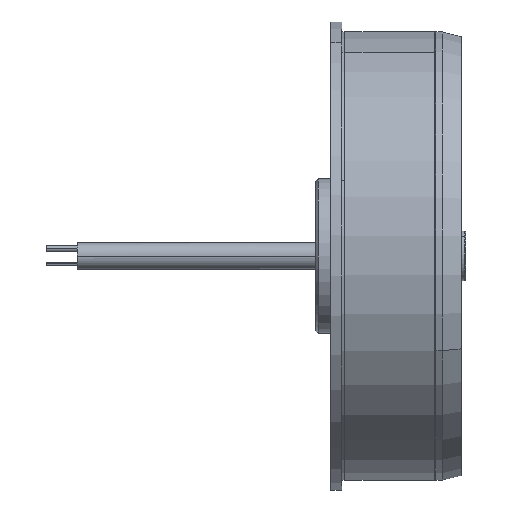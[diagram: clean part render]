
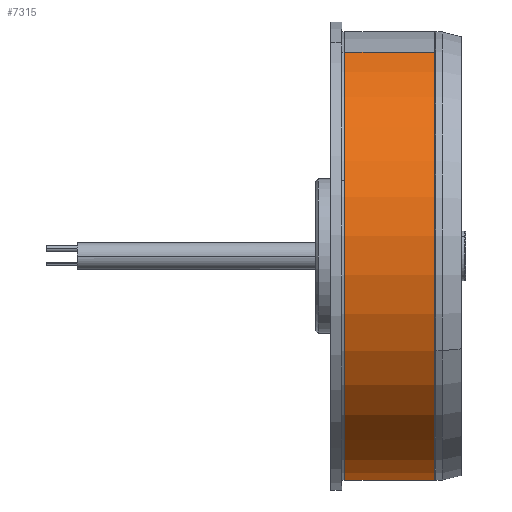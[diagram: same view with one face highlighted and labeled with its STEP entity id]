
A CAD part, left-side view. The second image highlights one B-rep face of the part: STEP entity #7315.
In plain terms, the highlighted cylindrical face has radius 72 mm (diameter 144 mm), a partial arc.
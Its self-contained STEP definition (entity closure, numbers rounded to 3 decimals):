
#580 = ORIENTED_EDGE ( 'NONE', *, *, #17908, .F. ) ;
#793 = CARTESIAN_POINT ( 'NONE',  ( -24.611, -27.055, 274.513 ) ) ;
#1113 = AXIS2_PLACEMENT_3D ( 'NONE', #7568, #10068, #14524 ) ;
#1183 = VECTOR ( 'NONE', #26170, 1000. ) ;
#1277 = CARTESIAN_POINT ( 'NONE',  ( -24.611, -55.655, 274.513 ) ) ;
#2251 = CIRCLE ( 'NONE', #3714, 72. ) ;
#2450 = EDGE_CURVE ( 'NONE', #8921, #21002, #13069, .T. ) ;
#3714 = AXIS2_PLACEMENT_3D ( 'NONE', #11411, #20047, #6812 ) ;
#5570 = EDGE_CURVE ( 'NONE', #21002, #5717, #6292, .T. ) ;
#5717 = VERTEX_POINT ( 'NONE', #9091 ) ;
#6292 = LINE ( 'NONE', #21866, #1183 ) ;
#6812 = DIRECTION ( 'NONE',  ( 0.421, 0., -0.907 ) ) ;
#7278 = DIRECTION ( 'NONE',  ( 0., -1., 0. ) ) ;
#7315 = ADVANCED_FACE ( 'NONE', ( #26710 ), #12794, .T. ) ;
#7568 = CARTESIAN_POINT ( 'NONE',  ( 5.691, -70.159, 209.2 ) ) ;
#7750 = ORIENTED_EDGE ( 'NONE', *, *, #5570, .T. ) ;
#8921 = VERTEX_POINT ( 'NONE', #793 ) ;
#9024 = ORIENTED_EDGE ( 'NONE', *, *, #22353, .T. ) ;
#9091 = CARTESIAN_POINT ( 'NONE',  ( 35.992, -55.655, 143.887 ) ) ;
#9775 = CARTESIAN_POINT ( 'NONE',  ( -24.611, -70.159, 274.513 ) ) ;
#10068 = DIRECTION ( 'NONE',  ( 0., -1., 0. ) ) ;
#10298 = DIRECTION ( 'NONE',  ( -0.421, 0., 0.907 ) ) ;
#11411 = CARTESIAN_POINT ( 'NONE',  ( 5.691, -55.655, 209.2 ) ) ;
#12794 = CYLINDRICAL_SURFACE ( 'NONE', #1113, 72. ) ;
#13069 = CIRCLE ( 'NONE', #16415, 72. ) ;
#14524 = DIRECTION ( 'NONE',  ( -0.421, 0., 0.907 ) ) ;
#14651 = CARTESIAN_POINT ( 'NONE',  ( 5.691, -27.055, 209.2 ) ) ;
#16415 = AXIS2_PLACEMENT_3D ( 'NONE', #14651, #25330, #10298 ) ;
#17438 = VERTEX_POINT ( 'NONE', #1277 ) ;
#17908 = EDGE_CURVE ( 'NONE', #8921, #17438, #24641, .T. ) ;
#18712 = VECTOR ( 'NONE', #7278, 1000. ) ;
#20047 = DIRECTION ( 'NONE',  ( 0., 1., 0. ) ) ;
#21002 = VERTEX_POINT ( 'NONE', #27843 ) ;
#21866 = CARTESIAN_POINT ( 'NONE',  ( 35.992, -70.159, 143.887 ) ) ;
#22353 = EDGE_CURVE ( 'NONE', #5717, #17438, #2251, .T. ) ;
#24198 = ORIENTED_EDGE ( 'NONE', *, *, #2450, .T. ) ;
#24300 = EDGE_LOOP ( 'NONE', ( #24198, #7750, #9024, #580 ) ) ;
#24641 = LINE ( 'NONE', #9775, #18712 ) ;
#25330 = DIRECTION ( 'NONE',  ( 0., -1., 0. ) ) ;
#26170 = DIRECTION ( 'NONE',  ( 0., -1., 0. ) ) ;
#26710 = FACE_OUTER_BOUND ( 'NONE', #24300, .T. ) ;
#27843 = CARTESIAN_POINT ( 'NONE',  ( 35.992, -27.055, 143.887 ) ) ;
